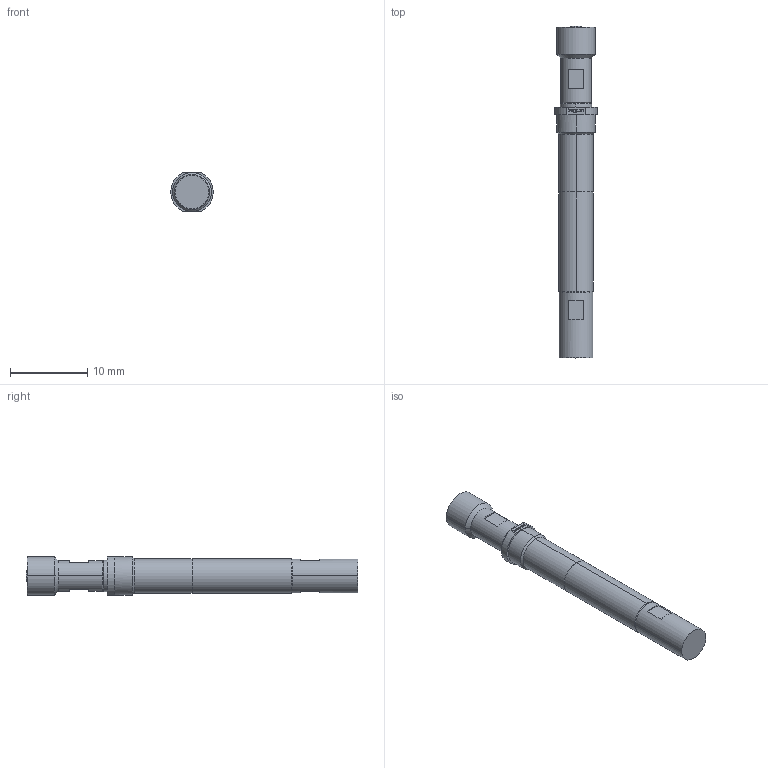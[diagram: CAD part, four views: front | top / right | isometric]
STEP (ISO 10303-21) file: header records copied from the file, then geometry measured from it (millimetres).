
FILE_DESCRIPTION (( 'STEP AP203' ), '1' );
FILE_NAME ('INGUN_HFS-8x0_303_150_A_xx43_Y5_M.STEP', '2022-03-15T13:26:05', ( 'ochi' ), ( '' ), 'SwSTEP 2.0', 'SolidWorks 2018', '' );
FILE_SCHEMA (( 'CONFIG_CONTROL_DESIGN' ));
Length unit declared in the file: millimetre
Products named in the file (1): INGUN_HFS-8x0_303_150_A_xx43_Y5_M
Bounding box: 5.48 x 43 x 5 mm (x, y, z)
Volume: 638.1 mm3; surface area: 708.5 mm2
Topology: 1 solids, 1 shells, 143 faces, 338 edges, 213 vertices
Faces by surface type: plane 74, cylinder 49, cone 18, torus 2
Entity records: 4177 total; most frequent: DIRECTION 742, CARTESIAN_POINT 712, ORIENTED_EDGE 672, EDGE_CURVE 336, AXIS2_PLACEMENT_3D 265, VERTEX_POINT 213, LINE 212, VECTOR 212
